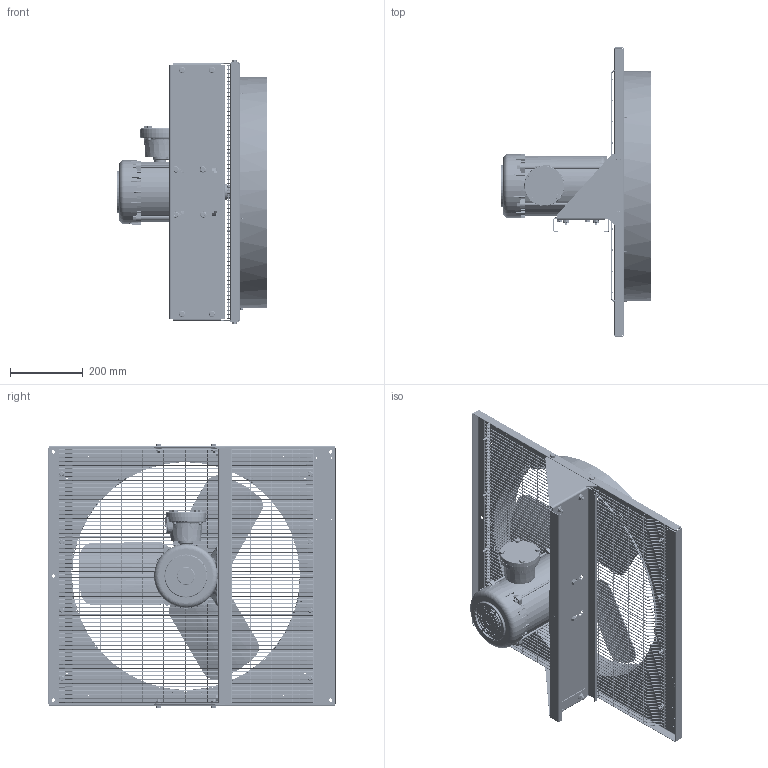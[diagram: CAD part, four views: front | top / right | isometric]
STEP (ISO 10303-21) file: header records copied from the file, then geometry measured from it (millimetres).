
FILE_DESCRIPTION (( 'STEP AP214' ), '1' );
FILE_NAME ('XEF-24-FM.STEP', '2024-10-04T20:19:25', ( '' ), ( '' ), 'SwSTEP 2.0', 'SolidWorks 2023', '' );
FILE_SCHEMA (( 'AUTOMOTIVE_DESIGN' ));
Length unit declared in the file: inch
Products named in the file (1): XEF-24-FM
Bounding box: 414.84 x 795.02 x 727.2 mm (x, y, z)
Volume: 8215599.5 mm3; surface area: 2898301.7 mm2
Topology: 177 solids, 177 shells, 7080 faces, 16805 edges, 10146 vertices
Faces by surface type: cylinder 2509, plane 1738, cone 1509, torus 741, bspline 565, sphere 18
Entity records: 330419 total; most frequent: CARTESIAN_POINT 75200, DIRECTION 34540, ORIENTED_EDGE 33554, EDGE_CURVE 16777, AXIS2_PLACEMENT_3D 13903, VERTEX_POINT 10146, EDGE_LOOP 7453, CIRCLE 7387
